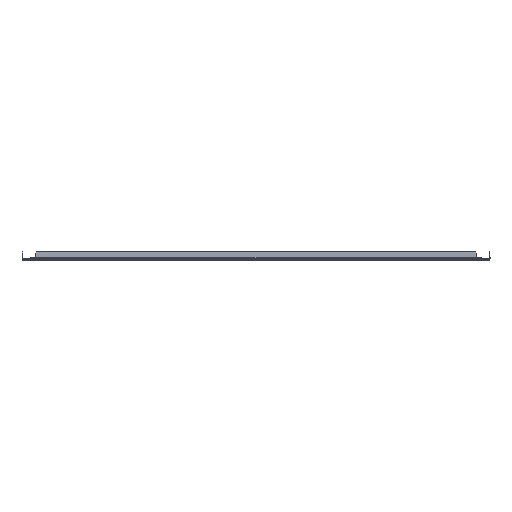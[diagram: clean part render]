
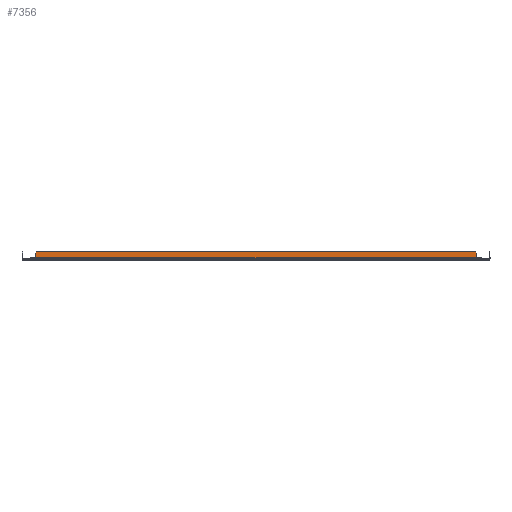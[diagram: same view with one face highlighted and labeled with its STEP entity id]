
A CAD part, top view. The second image highlights one B-rep face of the part: STEP entity #7356.
In plain terms, the highlighted planar face has unit normal (0, 0, 1).
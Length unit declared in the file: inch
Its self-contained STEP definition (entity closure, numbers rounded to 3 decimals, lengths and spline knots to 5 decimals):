
#159 = LINE ( 'NONE', #2938, #6432 ) ;
#164 = LINE ( 'NONE', #5407, #448 ) ;
#448 = VECTOR ( 'NONE', #4074, 39.37008 ) ;
#450 = EDGE_CURVE ( 'NONE', #4740, #7725, #2631, .T. ) ;
#461 = DIRECTION ( 'NONE',  ( -1., 0., 0. ) ) ;
#581 = DIRECTION ( 'NONE',  ( 0., 1., 0. ) ) ;
#638 = EDGE_CURVE ( 'NONE', #915, #5253, #5583, .T. ) ;
#661 = CARTESIAN_POINT ( 'NONE',  ( -21.803, 0.171, 23.085 ) ) ;
#915 = VERTEX_POINT ( 'NONE', #6264 ) ;
#925 = CARTESIAN_POINT ( 'NONE',  ( -21.74656, 0.143, 23.085 ) ) ;
#963 = ORIENTED_EDGE ( 'NONE', *, *, #5062, .T. ) ;
#1119 = CARTESIAN_POINT ( 'NONE',  ( -23.664, 0.75, 23.085 ) ) ;
#1211 = VECTOR ( 'NONE', #6276, 39.37008 ) ;
#1239 = EDGE_CURVE ( 'NONE', #5435, #7725, #1943, .T. ) ;
#1320 = CIRCLE ( 'NONE', #1611, 0.063 ) ;
#1341 = CARTESIAN_POINT ( 'NONE',  ( 21.803, 0.171, 23.085 ) ) ;
#1611 = AXIS2_PLACEMENT_3D ( 'NONE', #1341, #3769, #4390 ) ;
#1713 = ORIENTED_EDGE ( 'NONE', *, *, #638, .T. ) ;
#1742 = ORIENTED_EDGE ( 'NONE', *, *, #3909, .T. ) ;
#1943 = CIRCLE ( 'NONE', #7050, 0.063 ) ;
#2158 = DIRECTION ( 'NONE',  ( -1., 0., 0. ) ) ;
#2265 = PLANE ( 'NONE',  #5296 ) ;
#2450 = DIRECTION ( 'NONE',  ( 0., 0., -1. ) ) ;
#2631 = LINE ( 'NONE', #7680, #5507 ) ;
#2750 = LINE ( 'NONE', #3342, #4167 ) ;
#2752 = LINE ( 'NONE', #5922, #3593 ) ;
#2784 = ORIENTED_EDGE ( 'NONE', *, *, #3356, .T. ) ;
#2938 = CARTESIAN_POINT ( 'NONE',  ( -21.74, 0.171, 23.085 ) ) ;
#3034 = VERTEX_POINT ( 'NONE', #5089 ) ;
#3192 = FACE_OUTER_BOUND ( 'NONE', #3880, .T. ) ;
#3231 = CARTESIAN_POINT ( 'NONE',  ( 21.74656, 0.143, 23.085 ) ) ;
#3342 = CARTESIAN_POINT ( 'NONE',  ( -23.664, 0.75, 23.085 ) ) ;
#3356 = EDGE_CURVE ( 'NONE', #5253, #4461, #164, .T. ) ;
#3503 = DIRECTION ( 'NONE',  ( 0., 0., -1. ) ) ;
#3543 = DIRECTION ( 'NONE',  ( 0., -1., 0. ) ) ;
#3593 = VECTOR ( 'NONE', #7079, 39.37008 ) ;
#3769 = DIRECTION ( 'NONE',  ( 0., 0., -1. ) ) ;
#3880 = EDGE_LOOP ( 'NONE', ( #7692, #4092, #1713, #2784, #1742, #6959, #963, #6939 ) ) ;
#3909 = EDGE_CURVE ( 'NONE', #4461, #3034, #2750, .T. ) ;
#4074 = DIRECTION ( 'NONE',  ( -0.707, 0.707, 0. ) ) ;
#4092 = ORIENTED_EDGE ( 'NONE', *, *, #7281, .T. ) ;
#4167 = VECTOR ( 'NONE', #2158, 39.37008 ) ;
#4225 = CARTESIAN_POINT ( 'NONE',  ( 21.74, 0.75, 23.085 ) ) ;
#4390 = DIRECTION ( 'NONE',  ( 0., 1., 0. ) ) ;
#4414 = CARTESIAN_POINT ( 'NONE',  ( 21.615, 0.75, 23.085 ) ) ;
#4461 = VERTEX_POINT ( 'NONE', #4414 ) ;
#4740 = VERTEX_POINT ( 'NONE', #3231 ) ;
#5062 = EDGE_CURVE ( 'NONE', #6831, #5435, #159, .T. ) ;
#5089 = CARTESIAN_POINT ( 'NONE',  ( -21.615, 0.75, 23.085 ) ) ;
#5253 = VERTEX_POINT ( 'NONE', #5703 ) ;
#5296 = AXIS2_PLACEMENT_3D ( 'NONE', #1119, #3503, #6005 ) ;
#5407 = CARTESIAN_POINT ( 'NONE',  ( 21.74, 0.625, 23.085 ) ) ;
#5435 = VERTEX_POINT ( 'NONE', #7166 ) ;
#5507 = VECTOR ( 'NONE', #461, 39.37008 ) ;
#5583 = LINE ( 'NONE', #4225, #1211 ) ;
#5703 = CARTESIAN_POINT ( 'NONE',  ( 21.74, 0.625, 23.085 ) ) ;
#5922 = CARTESIAN_POINT ( 'NONE',  ( -21.615, 0.75, 23.085 ) ) ;
#6005 = DIRECTION ( 'NONE',  ( 0., 1., 0. ) ) ;
#6204 = CARTESIAN_POINT ( 'NONE',  ( -21.74, 0.625, 23.085 ) ) ;
#6264 = CARTESIAN_POINT ( 'NONE',  ( 21.74, 0.171, 23.085 ) ) ;
#6276 = DIRECTION ( 'NONE',  ( 0., 1., 0. ) ) ;
#6432 = VECTOR ( 'NONE', #3543, 39.37008 ) ;
#6661 = EDGE_CURVE ( 'NONE', #3034, #6831, #2752, .T. ) ;
#6831 = VERTEX_POINT ( 'NONE', #6204 ) ;
#6939 = ORIENTED_EDGE ( 'NONE', *, *, #1239, .T. ) ;
#6959 = ORIENTED_EDGE ( 'NONE', *, *, #6661, .T. ) ;
#7050 = AXIS2_PLACEMENT_3D ( 'NONE', #661, #2450, #581 ) ;
#7079 = DIRECTION ( 'NONE',  ( -0.707, -0.707, 0. ) ) ;
#7166 = CARTESIAN_POINT ( 'NONE',  ( -21.74, 0.171, 23.085 ) ) ;
#7281 = EDGE_CURVE ( 'NONE', #4740, #915, #1320, .T. ) ;
#7356 = ADVANCED_FACE ( 'NONE', ( #3192 ), #2265, .F. ) ;
#7680 = CARTESIAN_POINT ( 'NONE',  ( 22.37525, 0.143, 23.085 ) ) ;
#7692 = ORIENTED_EDGE ( 'NONE', *, *, #450, .F. ) ;
#7725 = VERTEX_POINT ( 'NONE', #925 ) ;
